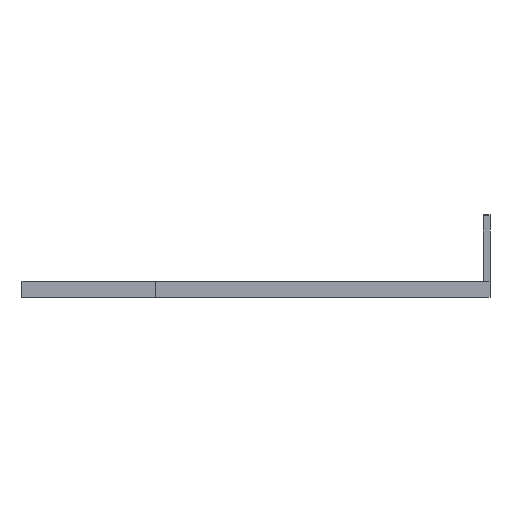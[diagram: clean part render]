
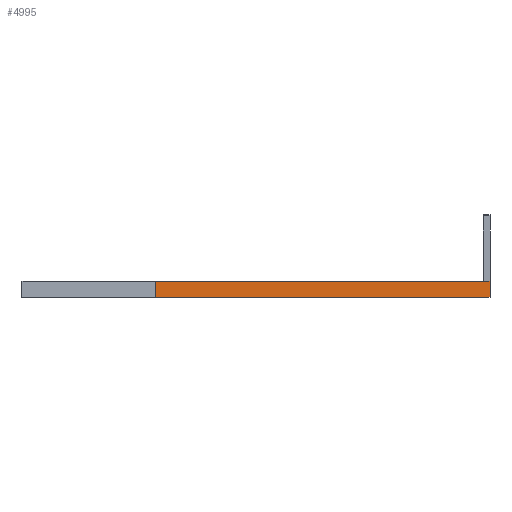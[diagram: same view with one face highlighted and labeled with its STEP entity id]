
A CAD part, left-side view. The second image highlights one B-rep face of the part: STEP entity #4995.
In plain terms, the highlighted planar face has unit normal (-1, 0, 0).
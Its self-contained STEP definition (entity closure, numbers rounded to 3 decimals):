
#45 = VERTEX_POINT ( 'NONE', #2025 ) ;
#124 = EDGE_CURVE ( 'NONE', #5352, #45, #2524, .T. ) ;
#261 = CARTESIAN_POINT ( 'NONE',  ( 14.633, -5., 12. ) ) ;
#630 = VERTEX_POINT ( 'NONE', #3653 ) ;
#635 = LINE ( 'NONE', #3198, #2385 ) ;
#662 = DIRECTION ( 'NONE',  ( 1., 0., 0. ) ) ;
#739 = DIRECTION ( 'NONE',  ( 0., -1., 0. ) ) ;
#1092 = DIRECTION ( 'NONE',  ( 0., 1., 0. ) ) ;
#1317 = DIRECTION ( 'NONE',  ( 0., 0., -1. ) ) ;
#1445 = ORIENTED_EDGE ( 'NONE', *, *, #2917, .F. ) ;
#1589 = ORIENTED_EDGE ( 'NONE', *, *, #124, .T. ) ;
#2025 = CARTESIAN_POINT ( 'NONE',  ( 14.633, -5., 0. ) ) ;
#2114 = AXIS2_PLACEMENT_3D ( 'NONE', #4402, #662, #1092 ) ;
#2308 = DIRECTION ( 'NONE',  ( 0., -1., 0. ) ) ;
#2385 = VECTOR ( 'NONE', #2308, 1000. ) ;
#2388 = VERTEX_POINT ( 'NONE', #5344 ) ;
#2524 = LINE ( 'NONE', #3004, #4490 ) ;
#2746 = PLANE ( 'NONE',  #2114 ) ;
#2765 = VECTOR ( 'NONE', #1317, 1000. ) ;
#2917 = EDGE_CURVE ( 'NONE', #630, #2388, #3385, .T. ) ;
#3004 = CARTESIAN_POINT ( 'NONE',  ( 14.633, -5., 0. ) ) ;
#3175 = FACE_OUTER_BOUND ( 'NONE', #3487, .T. ) ;
#3198 = CARTESIAN_POINT ( 'NONE',  ( 14.633, -350., 0. ) ) ;
#3326 = DIRECTION ( 'NONE',  ( 0., 0., -1. ) ) ;
#3385 = LINE ( 'NONE', #5056, #2765 ) ;
#3487 = EDGE_LOOP ( 'NONE', ( #4919, #1589, #5300, #1445 ) ) ;
#3653 = CARTESIAN_POINT ( 'NONE',  ( 14.633, -350., 12. ) ) ;
#3739 = CARTESIAN_POINT ( 'NONE',  ( 14.633, -12., 12. ) ) ;
#4004 = EDGE_CURVE ( 'NONE', #5352, #630, #4949, .T. ) ;
#4108 = VECTOR ( 'NONE', #739, 1000. ) ;
#4402 = CARTESIAN_POINT ( 'NONE',  ( 14.633, -350., 12. ) ) ;
#4490 = VECTOR ( 'NONE', #3326, 1000. ) ;
#4919 = ORIENTED_EDGE ( 'NONE', *, *, #4004, .F. ) ;
#4949 = LINE ( 'NONE', #3739, #4108 ) ;
#4973 = EDGE_CURVE ( 'NONE', #45, #2388, #635, .T. ) ;
#4995 = ADVANCED_FACE ( 'NONE', ( #3175 ), #2746, .F. ) ;
#5056 = CARTESIAN_POINT ( 'NONE',  ( 14.633, -350., 12. ) ) ;
#5300 = ORIENTED_EDGE ( 'NONE', *, *, #4973, .T. ) ;
#5344 = CARTESIAN_POINT ( 'NONE',  ( 14.633, -350., 0. ) ) ;
#5352 = VERTEX_POINT ( 'NONE', #261 ) ;
